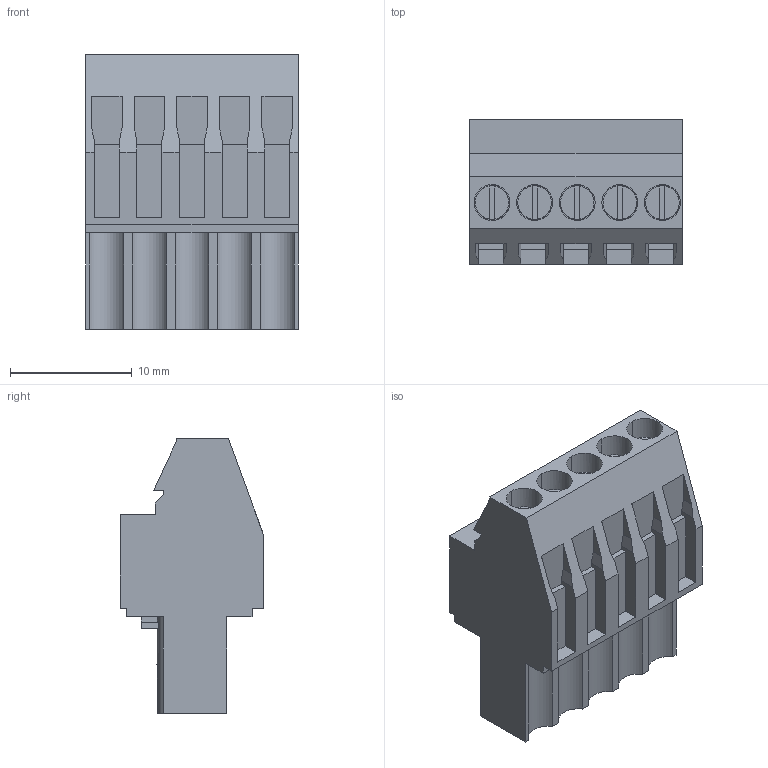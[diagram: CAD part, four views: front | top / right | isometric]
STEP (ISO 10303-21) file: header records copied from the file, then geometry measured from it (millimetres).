
FILE_DESCRIPTION(('CATIA V5 STEP Exchange','CAx-IF Rec.Pracs.--- Model Styling and Organization---1.2---2011-12-15'),'2;1');
FILE_NAME ('D1454009_0_1638580000_1638580000.stp','2017-04-18T07:25:05+00:00',('none'),('Weidmueller'),'CATIA Version 5-6 Release 2014','CATIA V5 STEP AP214','none');
FILE_SCHEMA(('AUTOMOTIVE_DESIGN { 1 0 10303 214 1 1 1 1 }'));
Length unit declared in the file: millimetre
Products named in the file (1): 1638580000
Bounding box: 17.5 x 11.83 x 22.6 mm (x, y, z)
Volume: 2692.2 mm3; surface area: 2276.3 mm2
Topology: 6 solids, 6 shells, 302 faces, 830 edges, 560 vertices
Faces by surface type: plane 262, cylinder 40
Entity records: 9127 total; most frequent: CARTESIAN_POINT 1683, ORIENTED_EDGE 1660, DIRECTION 1284, EDGE_CURVE 830, VECTOR 700, LINE 700, VERTEX_POINT 560, AXIS2_PLACEMENT_3D 353
